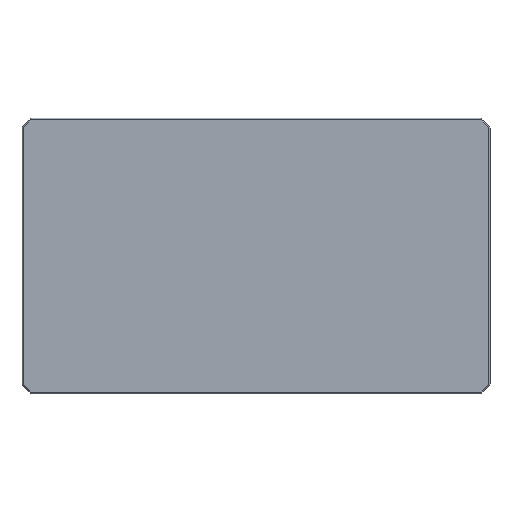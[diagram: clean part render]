
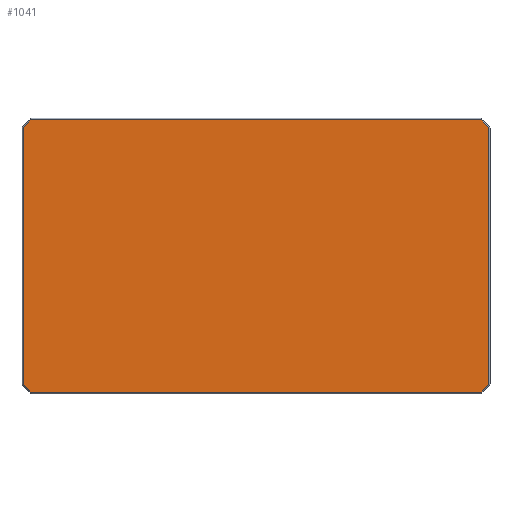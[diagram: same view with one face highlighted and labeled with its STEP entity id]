
A CAD part, top view. The second image highlights one B-rep face of the part: STEP entity #1041.
In plain terms, the highlighted planar face has unit normal (0, 0, 1).
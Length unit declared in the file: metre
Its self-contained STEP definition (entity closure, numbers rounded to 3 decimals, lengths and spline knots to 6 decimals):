
#72=CIRCLE('',#1162,0.0006);
#73=CIRCLE('',#1163,0.0006);
#74=CIRCLE('',#1164,0.0006);
#75=CIRCLE('',#1165,0.0006);
#76=CIRCLE('',#1166,0.0006);
#77=CIRCLE('',#1167,0.0006);
#78=CIRCLE('',#1168,0.0006);
#79=CIRCLE('',#1169,0.0006);
#300=ORIENTED_EDGE('',*,*,#492,.T.);
#301=ORIENTED_EDGE('',*,*,#493,.T.);
#302=ORIENTED_EDGE('',*,*,#494,.T.);
#303=ORIENTED_EDGE('',*,*,#495,.T.);
#304=ORIENTED_EDGE('',*,*,#496,.T.);
#305=ORIENTED_EDGE('',*,*,#497,.T.);
#306=ORIENTED_EDGE('',*,*,#498,.T.);
#307=ORIENTED_EDGE('',*,*,#499,.T.);
#308=ORIENTED_EDGE('',*,*,#500,.T.);
#309=ORIENTED_EDGE('',*,*,#501,.T.);
#310=ORIENTED_EDGE('',*,*,#502,.T.);
#311=ORIENTED_EDGE('',*,*,#503,.T.);
#312=ORIENTED_EDGE('',*,*,#504,.T.);
#313=ORIENTED_EDGE('',*,*,#505,.T.);
#314=ORIENTED_EDGE('',*,*,#506,.T.);
#315=ORIENTED_EDGE('',*,*,#507,.T.);
#492=EDGE_CURVE('',#596,#597,#72,.T.);
#493=EDGE_CURVE('',#597,#598,#684,.T.);
#494=EDGE_CURVE('',#598,#599,#73,.T.);
#495=EDGE_CURVE('',#599,#600,#685,.T.);
#496=EDGE_CURVE('',#600,#601,#74,.T.);
#497=EDGE_CURVE('',#601,#602,#686,.T.);
#498=EDGE_CURVE('',#602,#603,#75,.T.);
#499=EDGE_CURVE('',#603,#604,#687,.T.);
#500=EDGE_CURVE('',#604,#605,#76,.T.);
#501=EDGE_CURVE('',#605,#606,#688,.T.);
#502=EDGE_CURVE('',#606,#607,#77,.T.);
#503=EDGE_CURVE('',#607,#608,#689,.T.);
#504=EDGE_CURVE('',#608,#609,#78,.T.);
#505=EDGE_CURVE('',#609,#610,#690,.T.);
#506=EDGE_CURVE('',#610,#611,#79,.T.);
#507=EDGE_CURVE('',#611,#596,#691,.T.);
#596=VERTEX_POINT('',#1751);
#597=VERTEX_POINT('',#1752);
#598=VERTEX_POINT('',#1754);
#599=VERTEX_POINT('',#1756);
#600=VERTEX_POINT('',#1758);
#601=VERTEX_POINT('',#1760);
#602=VERTEX_POINT('',#1762);
#603=VERTEX_POINT('',#1764);
#604=VERTEX_POINT('',#1766);
#605=VERTEX_POINT('',#1768);
#606=VERTEX_POINT('',#1770);
#607=VERTEX_POINT('',#1772);
#608=VERTEX_POINT('',#1774);
#609=VERTEX_POINT('',#1776);
#610=VERTEX_POINT('',#1778);
#611=VERTEX_POINT('',#1780);
#684=LINE('',#1753,#780);
#685=LINE('',#1757,#781);
#686=LINE('',#1761,#782);
#687=LINE('',#1765,#783);
#688=LINE('',#1769,#784);
#689=LINE('',#1773,#785);
#690=LINE('',#1777,#786);
#691=LINE('',#1781,#787);
#780=VECTOR('',#1444,1.);
#781=VECTOR('',#1447,1.);
#782=VECTOR('',#1450,1.);
#783=VECTOR('',#1453,1.);
#784=VECTOR('',#1456,1.);
#785=VECTOR('',#1459,1.);
#786=VECTOR('',#1462,1.);
#787=VECTOR('',#1465,1.);
#863=EDGE_LOOP('',(#300,#301,#302,#303,#304,#305,#306,#307,#308,#309,#310,
#311,#312,#313,#314,#315));
#939=FACE_BOUND('',#863,.T.);
#982=PLANE('',#1161);
#1041=ADVANCED_FACE('',(#939),#982,.T.);
#1161=AXIS2_PLACEMENT_3D('',#1749,#1440,#1441);
#1162=AXIS2_PLACEMENT_3D('',#1750,#1442,#1443);
#1163=AXIS2_PLACEMENT_3D('',#1755,#1445,#1446);
#1164=AXIS2_PLACEMENT_3D('',#1759,#1448,#1449);
#1165=AXIS2_PLACEMENT_3D('',#1763,#1451,#1452);
#1166=AXIS2_PLACEMENT_3D('',#1767,#1454,#1455);
#1167=AXIS2_PLACEMENT_3D('',#1771,#1457,#1458);
#1168=AXIS2_PLACEMENT_3D('',#1775,#1460,#1461);
#1169=AXIS2_PLACEMENT_3D('',#1779,#1463,#1464);
#1440=DIRECTION('',(0.,0.,1.));
#1441=DIRECTION('',(1.,0.,0.));
#1442=DIRECTION('',(0.,0.,1.));
#1443=DIRECTION('',(0.,-1.,0.));
#1444=DIRECTION('',(-1.,0.,0.));
#1445=DIRECTION('',(0.,0.,1.));
#1446=DIRECTION('',(0.,-1.,0.));
#1447=DIRECTION('',(-0.707,-0.707,0.));
#1448=DIRECTION('',(0.,0.,1.));
#1449=DIRECTION('',(0.,-1.,0.));
#1450=DIRECTION('',(0.,-1.,0.));
#1451=DIRECTION('',(0.,0.,1.));
#1452=DIRECTION('',(0.,-1.,0.));
#1453=DIRECTION('',(0.707,-0.707,0.));
#1454=DIRECTION('',(0.,0.,1.));
#1455=DIRECTION('',(0.,-1.,0.));
#1456=DIRECTION('',(1.,0.,0.));
#1457=DIRECTION('',(0.,0.,1.));
#1458=DIRECTION('',(0.,-1.,0.));
#1459=DIRECTION('',(0.707,0.707,0.));
#1460=DIRECTION('',(0.,0.,1.));
#1461=DIRECTION('',(0.,-1.,0.));
#1462=DIRECTION('',(0.,1.,0.));
#1463=DIRECTION('',(0.,0.,1.));
#1464=DIRECTION('',(0.,-1.,0.));
#1465=DIRECTION('',(-0.707,0.707,0.));
#1749=CARTESIAN_POINT('',(0.,0.,0.0287));
#1750=CARTESIAN_POINT('',(0.07558,0.045494,0.0287));
#1751=CARTESIAN_POINT('',(0.076004,0.045918,0.0287));
#1752=CARTESIAN_POINT('',(0.07558,0.046094,0.0287));
#1753=CARTESIAN_POINT('',(0.,0.046094,0.0287));
#1754=CARTESIAN_POINT('',(-0.07558,0.046094,0.0287));
#1755=CARTESIAN_POINT('',(-0.07558,0.045494,0.0287));
#1756=CARTESIAN_POINT('',(-0.076004,0.045918,0.0287));
#1757=CARTESIAN_POINT('',(-0.060961,0.060961,0.0287));
#1758=CARTESIAN_POINT('',(-0.078418,0.043504,0.0287));
#1759=CARTESIAN_POINT('',(-0.077994,0.04308,0.0287));
#1760=CARTESIAN_POINT('',(-0.078594,0.04308,0.0287));
#1761=CARTESIAN_POINT('',(-0.078594,-0.04308,0.0287));
#1762=CARTESIAN_POINT('',(-0.078594,-0.04308,0.0287));
#1763=CARTESIAN_POINT('',(-0.077994,-0.04308,0.0287));
#1764=CARTESIAN_POINT('',(-0.078418,-0.043504,0.0287));
#1765=CARTESIAN_POINT('',(-0.060961,-0.060961,0.0287));
#1766=CARTESIAN_POINT('',(-0.076004,-0.045918,0.0287));
#1767=CARTESIAN_POINT('',(-0.07558,-0.045494,0.0287));
#1768=CARTESIAN_POINT('',(-0.07558,-0.046094,0.0287));
#1769=CARTESIAN_POINT('',(0.07558,-0.046094,0.0287));
#1770=CARTESIAN_POINT('',(0.07558,-0.046094,0.0287));
#1771=CARTESIAN_POINT('',(0.07558,-0.045494,0.0287));
#1772=CARTESIAN_POINT('',(0.076004,-0.045918,0.0287));
#1773=CARTESIAN_POINT('',(0.060961,-0.060961,0.0287));
#1774=CARTESIAN_POINT('',(0.078418,-0.043504,0.0287));
#1775=CARTESIAN_POINT('',(0.077994,-0.04308,0.0287));
#1776=CARTESIAN_POINT('',(0.078594,-0.04308,0.0287));
#1777=CARTESIAN_POINT('',(0.078594,0.,0.0287));
#1778=CARTESIAN_POINT('',(0.078594,0.04308,0.0287));
#1779=CARTESIAN_POINT('',(0.077994,0.04308,0.0287));
#1780=CARTESIAN_POINT('',(0.078418,0.043504,0.0287));
#1781=CARTESIAN_POINT('',(0.060961,0.060961,0.0287));
